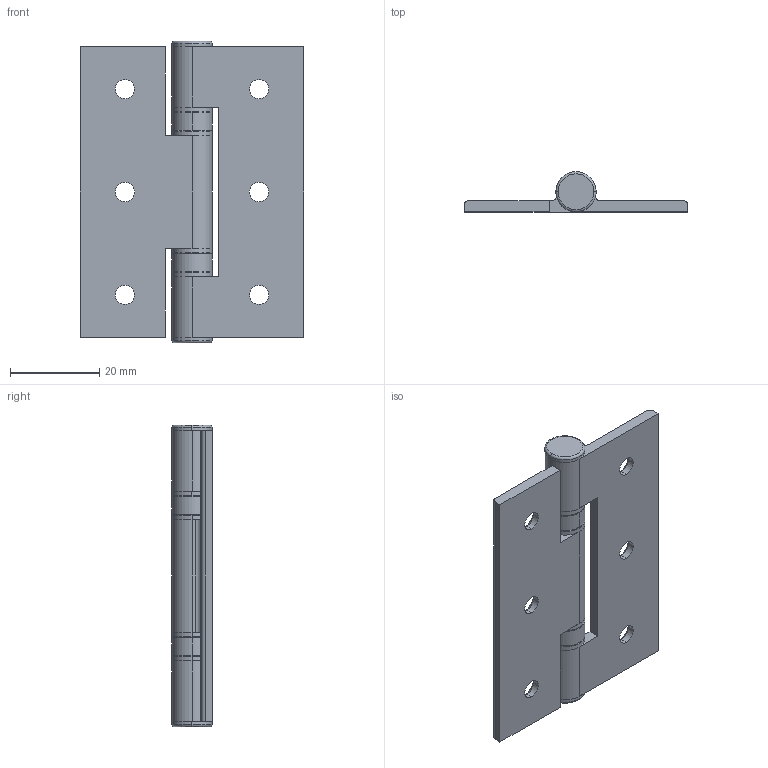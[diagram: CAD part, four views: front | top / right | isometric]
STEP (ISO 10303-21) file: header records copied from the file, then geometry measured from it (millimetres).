
FILE_DESCRIPTION (( 'STEP AP203' ), '1' );
FILE_NAME ('B-214-4.STEP', '2011-10-11T02:36:43', ( '' ), ( '' ), 'SwSTEP 2.0', 'SolidWorks 2011', '' );
FILE_SCHEMA (( 'CONFIG_CONTROL_DESIGN' ));
Length unit declared in the file: millimetre
Products named in the file (7): B-214-4樹脂ブッシュ_; B-214-4; B-214-4シャフト_; B-214-4樹脂キャップ_; B-214-4樹脂カラー_; B-214-4羽根B_; B-214-4羽根A_
Assembly tree (11 placements, depth 2):
  B-214-4
    B-214-4樹脂カラー_  x2
    B-214-4シャフト_
    B-214-4羽根B_
    B-214-4樹脂ブッシュ_  x4
    B-214-4樹脂キャップ_  x2
    B-214-4羽根A_
Bounding box: 50 x 9 x 67.4 mm (x, y, z)
Volume: 9781.4 mm3; surface area: 10854 mm2
Topology: 11 solids, 11 shells, 193 faces, 449 edges, 290 vertices
Faces by surface type: cylinder 100, plane 65, cone 16, torus 12
Entity records: 5026 total; most frequent: DIRECTION 797, CARTESIAN_POINT 705, ORIENTED_EDGE 674, EDGE_CURVE 337, AXIS2_PLACEMENT_3D 310, VERTEX_POINT 218, LINE 177, VECTOR 177
